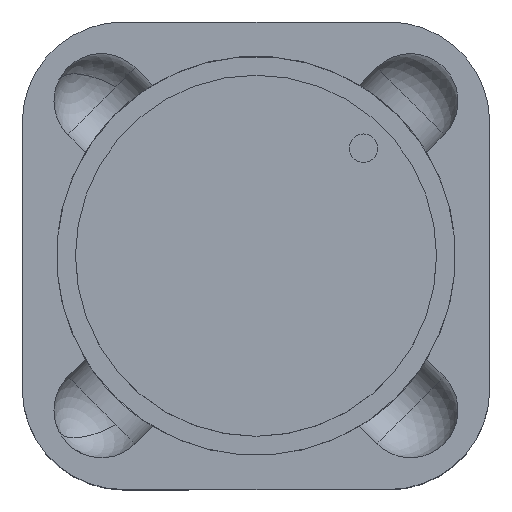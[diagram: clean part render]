
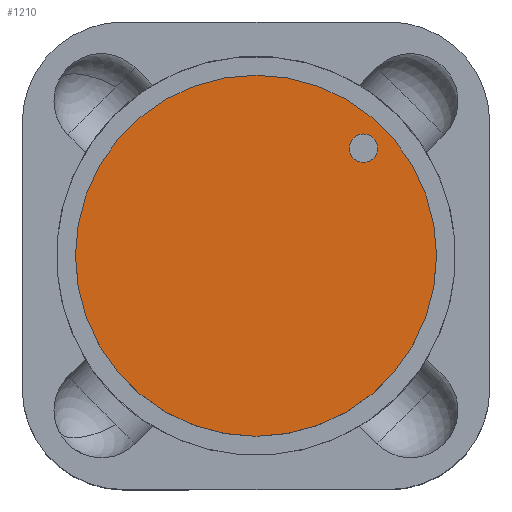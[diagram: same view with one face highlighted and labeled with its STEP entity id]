
A CAD part, top view. The second image highlights one B-rep face of the part: STEP entity #1210.
In plain terms, the highlighted planar face has unit normal (0, 0, 1).
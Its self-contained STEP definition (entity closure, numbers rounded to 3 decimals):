
#170=CARTESIAN_POINT('',(4.75,0.,8.05));
#171=VERTEX_POINT('',#170);
#187=CARTESIAN_POINT('',(-4.75,0.,8.05));
#188=VERTEX_POINT('',#187);
#195=CARTESIAN_POINT('',(0.,0.,8.05));
#196=DIRECTION('',(0.0,0.0,1.0));
#197=DIRECTION('',(1.0,0.0,0.0));
#198=AXIS2_PLACEMENT_3D('',#195,#196,#197);
#199=CIRCLE('',#198,4.75);
#200=EDGE_CURVE('',#171,#188,#199,.T.);
#210=CARTESIAN_POINT('',(3.203,2.828,8.05));
#211=VERTEX_POINT('',#210);
#220=CARTESIAN_POINT('',(2.453,2.828,8.05));
#221=VERTEX_POINT('',#220);
#222=CARTESIAN_POINT('',(2.828,2.828,8.05));
#223=DIRECTION('',(0.0,0.0,-1.0));
#224=DIRECTION('',(1.0,0.0,0.0));
#225=AXIS2_PLACEMENT_3D('',#222,#223,#224);
#226=CIRCLE('',#225,0.375);
#227=EDGE_CURVE('',#221,#211,#226,.T.);
#1159=CARTESIAN_POINT('',(2.828,2.828,8.05));
#1160=DIRECTION('',(0.0,0.0,-1.0));
#1161=DIRECTION('',(1.0,0.0,0.0));
#1162=AXIS2_PLACEMENT_3D('',#1159,#1160,#1161);
#1163=CIRCLE('',#1162,0.375);
#1164=EDGE_CURVE('',#211,#221,#1163,.T.);
#1185=CARTESIAN_POINT('',(0.,0.,8.05));
#1186=DIRECTION('',(0.0,0.0,1.0));
#1187=DIRECTION('',(1.0,0.0,0.0));
#1188=AXIS2_PLACEMENT_3D('',#1185,#1186,#1187);
#1189=CIRCLE('',#1188,4.75);
#1190=EDGE_CURVE('',#188,#171,#1189,.T.);
#1197=CARTESIAN_POINT('',(0.,0.,8.05));
#1198=DIRECTION('',(0.0,0.0,1.0));
#1199=DIRECTION('',(-1.0,0.0,0.0));
#1200=AXIS2_PLACEMENT_3D('',#1197,#1198,#1199);
#1201=PLANE('',#1200);
#1202=ORIENTED_EDGE('',*,*,#200,.T.);
#1203=ORIENTED_EDGE('',*,*,#1190,.T.);
#1204=EDGE_LOOP('',(#1202,#1203));
#1205=FACE_OUTER_BOUND('',#1204,.T.);
#1206=ORIENTED_EDGE('',*,*,#1164,.T.);
#1207=ORIENTED_EDGE('',*,*,#227,.T.);
#1208=EDGE_LOOP('',(#1206,#1207));
#1209=FACE_BOUND('',#1208,.T.);
#1210=ADVANCED_FACE('',(#1205,#1209),#1201,.T.);
